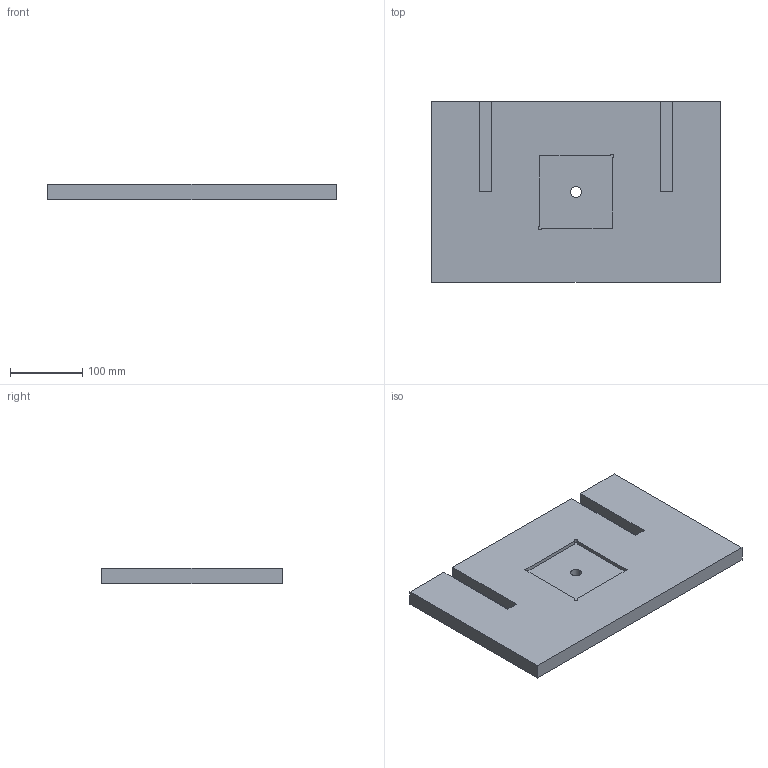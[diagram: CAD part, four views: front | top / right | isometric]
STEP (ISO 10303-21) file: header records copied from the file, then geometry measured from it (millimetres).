
FILE_DESCRIPTION((' '),'1');
FILE_NAME(' ','2019-11-25',(' '),(' '),' ',' ',' ');
FILE_SCHEMA((' '));
Length unit declared in the file: millimetre
Products named in the file (1): 1
Bounding box: 400 x 250 x 21 mm (x, y, z)
Volume: 1968903 mm3; surface area: 238761.7 mm2
Topology: 1 solids, 1 shells, 39 faces, 102 edges, 68 vertices
Faces by surface type: plane 25, cylinder 14
Entity records: 1545 total; most frequent: CARTESIAN_POINT 210, DIRECTION 210, ORIENTED_EDGE 204, EDGE_CURVE 102, LINE 74, VECTOR 74, AXIS2_PLACEMENT_3D 68, VERTEX_POINT 68
